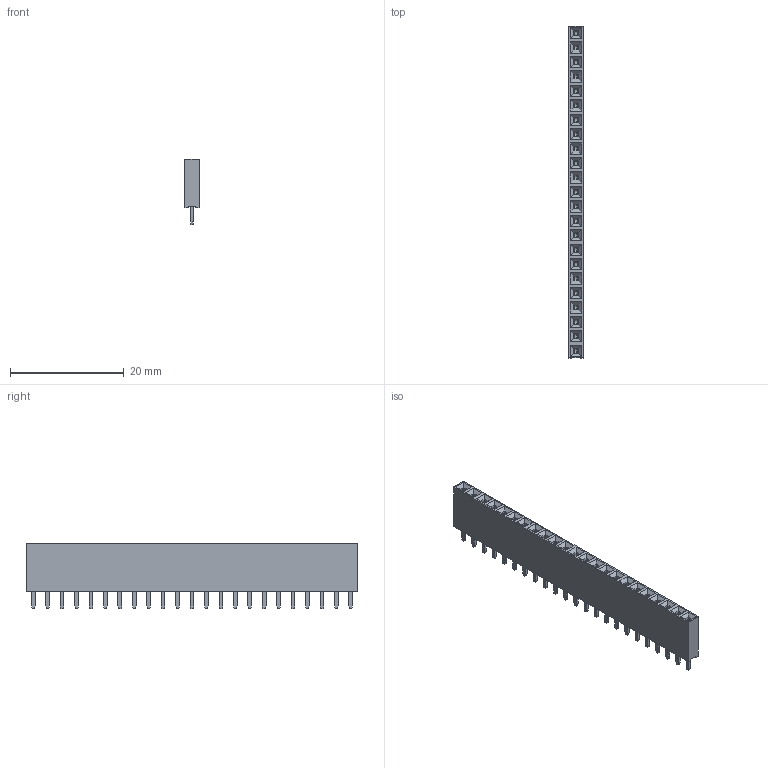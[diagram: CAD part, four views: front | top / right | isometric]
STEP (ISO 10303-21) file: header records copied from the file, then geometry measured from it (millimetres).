
FILE_DESCRIPTION(('FreeCAD Model'),'2;1');
FILE_NAME('Open CASCADE Shape Model','2023-05-12T03:18:07',( 'kicad StepUp'),('ksu MCAD'),'Open CASCADE STEP processor 7.6', 'FreeCAD','Unknown');
FILE_SCHEMA(('AUTOMOTIVE_DESIGN { 1 0 10303 214 1 1 1 1 }'));
Length unit declared in the file: millimetre
Products named in the file (25): Female_Header_1x23_P2.54_H8.5_straight; Pin_One022; Epoxy_Body022; Body288; Body289; Body290; Body291; Body292; Body293; Body294; Body295; Body296; Body285; Body297; Body298; Body299; Body300; Body301; Body302; Body303; Body304; Body305; Body306; Body307; Body308
Assembly tree (24 placements, depth 2):
  Female_Header_1x23_P2.54_H8.5_straight
    Pin_One022
    Epoxy_Body022
    Body288
    Body289
    Body290
    Body291
    Body292
    Body293
    Body294
    Body295
    Body296
    Body285
    Body297
    Body298
    Body299
    Body300
    Body301
    Body302
    Body303
    Body304
    Body305
    Body306
    Body307
    Body308
Bounding box: 2.5 x 58.42 x 11.5 mm (x, y, z)
Volume: 1074.4 mm3; surface area: 3124 mm2
Topology: 24 solids, 24 shells, 932 faces, 2606 edges, 1722 vertices
Faces by surface type: plane 677, cylinder 163, bspline 92
Entity records: 30253 total; most frequent: CARTESIAN_POINT 5653, ORIENTED_EDGE 5212, DIRECTION 4616, EDGE_CURVE 2606, LINE 2142, VECTOR 2142, VERTEX_POINT 1722, AXIS2_PLACEMENT_3D 1237
